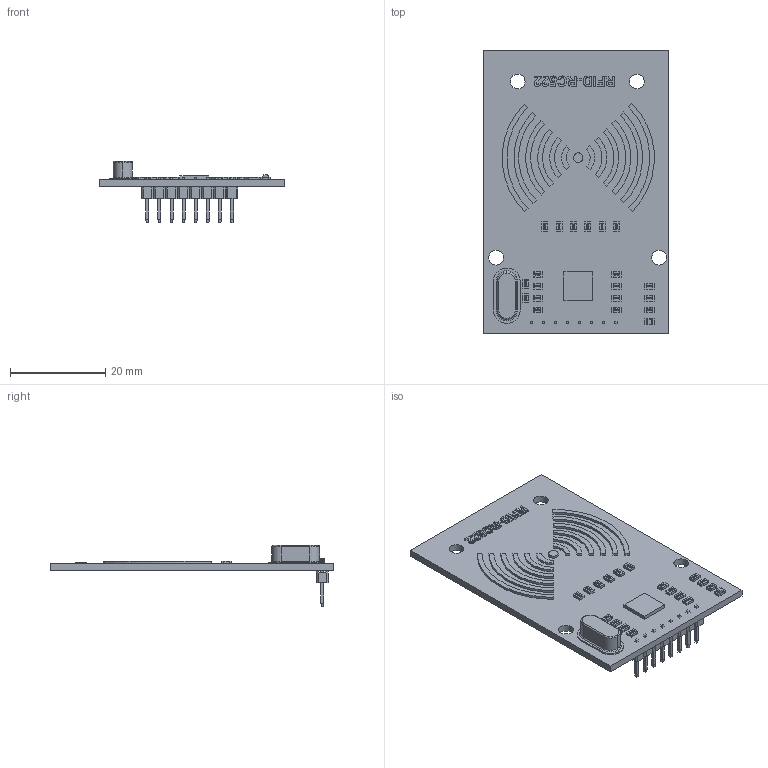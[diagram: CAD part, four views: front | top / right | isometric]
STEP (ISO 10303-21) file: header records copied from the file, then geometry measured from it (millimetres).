
FILE_DESCRIPTION(/* description */ (''),/* implementation_level */ '2;1');
FILE_NAME(/* name */ 'RC522 v8.step',/* time_stamp */ '2020-06-22T20:57:35+02:00',/* author */ (''),/* organization */ (''),/* preprocessor_version */ 'ST-DEVELOPER v18.1',/* originating_system */ 'Autodesk Translation Framework v9.3.0.1241',/* authorisation */ '');
FILE_SCHEMA (('AUTOMOTIVE_DESIGN { 1 0 10303 214 3 1 1 }'));
Length unit declared in the file: millimetre
Products named in the file (19): RC522; Komponente1; Komponente2; Pin Header 2,54 mm v4 (7); Pin Header 2,54 mm v4 (6); Pin Header 2,54 mm v4 (5); Pin Header 2,54 mm v4 (4); Pin Header 2,54 mm v4 (3); Pin Header 2,54 mm v4 (2); Pin Header 2,54 mm v4 (1); Pin Header 2,54 mm v4; LED_0805_ROT v2; LED_0805_GRÜN; R-0805; Komponente1_1; R-0805 v4; RC522_1; NFC; Schrift
Assembly tree (37 placements, depth 4):
  RC522
    Komponente1
    Komponente2
    Pin Header 2,54 mm v4 (7)
    Pin Header 2,54 mm v4 (6)
    Pin Header 2,54 mm v4 (5)
    Pin Header 2,54 mm v4 (4)
    Pin Header 2,54 mm v4 (3)
    Pin Header 2,54 mm v4 (2)
    Pin Header 2,54 mm v4 (1)
    Pin Header 2,54 mm v4
    LED_0805_ROT v2
      LED_0805_GRÜN
        R-0805
        Komponente1_1
    R-0805 v4  x20
    RC522_1
    NFC
    Schrift
Bounding box: 39.06 x 59.58 x 12.86 mm (x, y, z)
Volume: 3880.8 mm3; surface area: 6628.7 mm2
Topology: 198 solids, 198 shells, 3166 faces, 8231 edges, 5462 vertices
Faces by surface type: bspline 1960, plane 1157, cylinder 41, torus 8
Full cylindrical faces by diameter (mm): 2 x1, 3.1 x4
Entity records: 28732 total; most frequent: CARTESIAN_POINT 9348, ORIENTED_EDGE 4264, DIRECTION 2922, EDGE_CURVE 2132, LINE 1462, VECTOR 1462, VERTEX_POINT 1396, EDGE_LOOP 914
